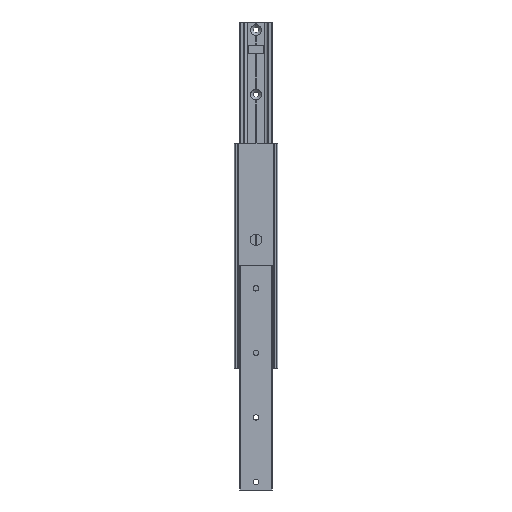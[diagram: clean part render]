
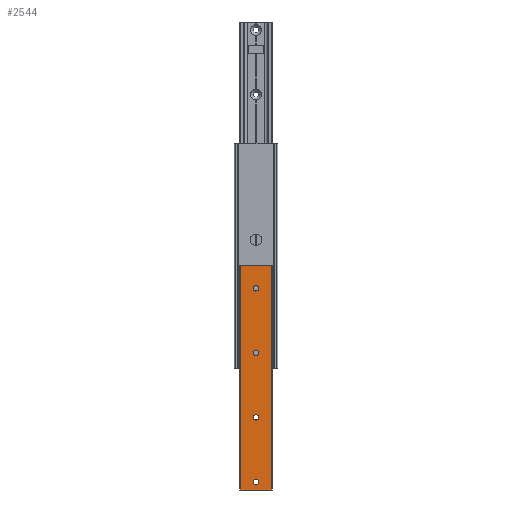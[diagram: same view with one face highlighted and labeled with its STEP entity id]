
A CAD part, left-side view. The second image highlights one B-rep face of the part: STEP entity #2544.
In plain terms, the highlighted face is planar.
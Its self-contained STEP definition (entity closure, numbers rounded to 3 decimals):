
#184 = EDGE_CURVE ( 'NONE', #3235, #3294, #956, .T. ) ;
#185 = EDGE_CURVE ( 'NONE', #3294, #3194, #954, .T. ) ;
#187 = EDGE_CURVE ( 'NONE', #3597, #3539, #961, .T. ) ;
#188 = EDGE_CURVE ( 'NONE', #3218, #3215, #962, .T. ) ;
#190 = EDGE_CURVE ( 'NONE', #3551, #3572, #965, .T. ) ;
#191 = EDGE_CURVE ( 'NONE', #3619, #3564, #966, .T. ) ;
#194 = EDGE_CURVE ( 'NONE', #3235, #3536, #953, .T. ) ;
#227 = EDGE_CURVE ( 'NONE', #3539, #3597, #1020, .T. ) ;
#564 = EDGE_LOOP ( 'NONE', ( #2747, #2834 ) ) ;
#567 = EDGE_LOOP ( 'NONE', ( #2846, #2902 ) ) ;
#568 = EDGE_LOOP ( 'NONE', ( #2836, #2812 ) ) ;
#569 = EDGE_LOOP ( 'NONE', ( #2873, #2802 ) ) ;
#570 = EDGE_LOOP ( 'NONE', ( #2905, #2822, #2893, #2881 ) ) ;
#953 = LINE ( 'NONE', #2724, #967 ) ;
#954 = LINE ( 'NONE', #2680, #958 ) ;
#956 = LINE ( 'NONE', #2648, #957 ) ;
#957 = VECTOR ( 'NONE', #2687, 1000. ) ;
#958 = VECTOR ( 'NONE', #2647, 1000. ) ;
#961 = CIRCLE ( 'NONE', #3817, 4.25 ) ;
#962 = CIRCLE ( 'NONE', #3816, 4.25 ) ;
#965 = CIRCLE ( 'NONE', #3822, 4.25 ) ;
#966 = CIRCLE ( 'NONE', #3821, 4.25 ) ;
#967 = VECTOR ( 'NONE', #2723, 1000. ) ;
#1020 = CIRCLE ( 'NONE', #3838, 4.25 ) ;
#1149 = FACE_OUTER_BOUND ( 'NONE', #570, .T. ) ;
#1150 = FACE_BOUND ( 'NONE', #564, .T. ) ;
#1154 = FACE_BOUND ( 'NONE', #567, .T. ) ;
#1156 = FACE_BOUND ( 'NONE', #568, .T. ) ;
#1158 = FACE_BOUND ( 'NONE', #569, .T. ) ;
#1225 = CIRCLE ( 'NONE', #3928, 4.25 ) ;
#1258 = CIRCLE ( 'NONE', #3963, 4.25 ) ;
#1267 = CIRCLE ( 'NONE', #3967, 4.25 ) ;
#1285 = LINE ( 'NONE', #2259, #1286 ) ;
#1286 = VECTOR ( 'NONE', #2260, 1000. ) ;
#1461 = CARTESIAN_POINT ( 'NONE',  ( 0., 0., 212.5 ) ) ;
#1462 = DIRECTION ( 'NONE',  ( 1., 0., 0. ) ) ;
#1463 = DIRECTION ( 'NONE',  ( 0., 1., 0. ) ) ;
#1758 = CARTESIAN_POINT ( 'NONE',  ( 0., -24.5, 398.894 ) ) ;
#1763 = PLANE ( 'NONE',  #3918 ) ;
#1766 = DIRECTION ( 'NONE',  ( -1., 0., 0. ) ) ;
#1767 = DIRECTION ( 'NONE',  ( 0., 0., 1. ) ) ;
#1913 = CARTESIAN_POINT ( 'NONE',  ( 0., 0., 312.5 ) ) ;
#1914 = DIRECTION ( 'NONE',  ( 1., 0., 0. ) ) ;
#1919 = DIRECTION ( 'NONE',  ( 0., 1., 0. ) ) ;
#1999 = CARTESIAN_POINT ( 'NONE',  ( 0., 24.5, 0. ) ) ;
#2020 = CARTESIAN_POINT ( 'NONE',  ( 0., -4.25, 312.5 ) ) ;
#2023 = CARTESIAN_POINT ( 'NONE',  ( 0., 4.25, 312.5 ) ) ;
#2040 = CARTESIAN_POINT ( 'NONE',  ( 0., -24.5, 348. ) ) ;
#2099 = CARTESIAN_POINT ( 'NONE',  ( 0., -24.5, 0. ) ) ;
#2103 = CARTESIAN_POINT ( 'NONE',  ( 0., 24.5, 348. ) ) ;
#2106 = CARTESIAN_POINT ( 'NONE',  ( 0., -4.25, 212.5 ) ) ;
#2112 = CARTESIAN_POINT ( 'NONE',  ( 0., 4.25, 12.5 ) ) ;
#2117 = CARTESIAN_POINT ( 'NONE',  ( 0., -4.25, 112.5 ) ) ;
#2122 = CARTESIAN_POINT ( 'NONE',  ( 0., -4.25, 12.5 ) ) ;
#2134 = CARTESIAN_POINT ( 'NONE',  ( 0., 4.25, 212.5 ) ) ;
#2144 = CARTESIAN_POINT ( 'NONE',  ( 0., 4.25, 112.5 ) ) ;
#2188 = CARTESIAN_POINT ( 'NONE',  ( 0., 0., 112.5 ) ) ;
#2195 = DIRECTION ( 'NONE',  ( 1., 0., 0. ) ) ;
#2196 = DIRECTION ( 'NONE',  ( 0., 1., 0. ) ) ;
#2222 = CARTESIAN_POINT ( 'NONE',  ( 0., 0., 12.5 ) ) ;
#2230 = DIRECTION ( 'NONE',  ( 1., 0., 0. ) ) ;
#2231 = DIRECTION ( 'NONE',  ( 0., 1., 0. ) ) ;
#2259 = CARTESIAN_POINT ( 'NONE',  ( 0., 24.5, 398.894 ) ) ;
#2260 = DIRECTION ( 'NONE',  ( 0., 0., -1. ) ) ;
#2544 = ADVANCED_FACE ( 'NONE', ( #1150, #1154, #1156, #1158, #1149 ), #1763, .F. ) ;
#2643 = DIRECTION ( 'NONE',  ( 1., 0., 0. ) ) ;
#2644 = CARTESIAN_POINT ( 'NONE',  ( 0., 0., 212.5 ) ) ;
#2647 = DIRECTION ( 'NONE',  ( 0., 1., 0. ) ) ;
#2648 = CARTESIAN_POINT ( 'NONE',  ( 0., -24.5, 398.894 ) ) ;
#2660 = DIRECTION ( 'NONE',  ( 1., 0., 0. ) ) ;
#2661 = DIRECTION ( 'NONE',  ( 0., 1., 0. ) ) ;
#2664 = CARTESIAN_POINT ( 'NONE',  ( 0., 0., 112.5 ) ) ;
#2680 = CARTESIAN_POINT ( 'NONE',  ( 0., -24.5, 0. ) ) ;
#2687 = DIRECTION ( 'NONE',  ( 0., 0., -1. ) ) ;
#2690 = DIRECTION ( 'NONE',  ( 0., 1., 0. ) ) ;
#2691 = DIRECTION ( 'NONE',  ( 1., 0., 0. ) ) ;
#2692 = DIRECTION ( 'NONE',  ( 0., 1., 0. ) ) ;
#2693 = DIRECTION ( 'NONE',  ( 1., 0., 0. ) ) ;
#2698 = CARTESIAN_POINT ( 'NONE',  ( 0., 0., 312.5 ) ) ;
#2699 = DIRECTION ( 'NONE',  ( 0., 1., 0. ) ) ;
#2702 = CARTESIAN_POINT ( 'NONE',  ( 0., 0., 12.5 ) ) ;
#2723 = DIRECTION ( 'NONE',  ( 0., 1., 0. ) ) ;
#2724 = CARTESIAN_POINT ( 'NONE',  ( 0., -24.5, 348. ) ) ;
#2747 = ORIENTED_EDGE ( 'NONE', *, *, #188, .F. ) ;
#2802 = ORIENTED_EDGE ( 'NONE', *, *, #3677, .F. ) ;
#2812 = ORIENTED_EDGE ( 'NONE', *, *, #3666, .F. ) ;
#2822 = ORIENTED_EDGE ( 'NONE', *, *, #184, .T. ) ;
#2834 = ORIENTED_EDGE ( 'NONE', *, *, #3064, .F. ) ;
#2836 = ORIENTED_EDGE ( 'NONE', *, *, #191, .F. ) ;
#2846 = ORIENTED_EDGE ( 'NONE', *, *, #187, .F. ) ;
#2873 = ORIENTED_EDGE ( 'NONE', *, *, #190, .F. ) ;
#2881 = ORIENTED_EDGE ( 'NONE', *, *, #3690, .F. ) ;
#2893 = ORIENTED_EDGE ( 'NONE', *, *, #185, .T. ) ;
#2902 = ORIENTED_EDGE ( 'NONE', *, *, #227, .F. ) ;
#2905 = ORIENTED_EDGE ( 'NONE', *, *, #194, .F. ) ;
#3064 = EDGE_CURVE ( 'NONE', #3215, #3218, #1225, .T. ) ;
#3194 = VERTEX_POINT ( 'NONE', #1999 ) ;
#3215 = VERTEX_POINT ( 'NONE', #2020 ) ;
#3218 = VERTEX_POINT ( 'NONE', #2023 ) ;
#3235 = VERTEX_POINT ( 'NONE', #2040 ) ;
#3294 = VERTEX_POINT ( 'NONE', #2099 ) ;
#3536 = VERTEX_POINT ( 'NONE', #2103 ) ;
#3539 = VERTEX_POINT ( 'NONE', #2106 ) ;
#3551 = VERTEX_POINT ( 'NONE', #2112 ) ;
#3564 = VERTEX_POINT ( 'NONE', #2117 ) ;
#3572 = VERTEX_POINT ( 'NONE', #2122 ) ;
#3597 = VERTEX_POINT ( 'NONE', #2134 ) ;
#3619 = VERTEX_POINT ( 'NONE', #2144 ) ;
#3666 = EDGE_CURVE ( 'NONE', #3564, #3619, #1258, .T. ) ;
#3677 = EDGE_CURVE ( 'NONE', #3572, #3551, #1267, .T. ) ;
#3690 = EDGE_CURVE ( 'NONE', #3536, #3194, #1285, .T. ) ;
#3816 = AXIS2_PLACEMENT_3D ( 'NONE', #2698, #2660, #2661 ) ;
#3817 = AXIS2_PLACEMENT_3D ( 'NONE', #2644, #2643, #2699 ) ;
#3821 = AXIS2_PLACEMENT_3D ( 'NONE', #2664, #2693, #2692 ) ;
#3822 = AXIS2_PLACEMENT_3D ( 'NONE', #2702, #2691, #2690 ) ;
#3838 = AXIS2_PLACEMENT_3D ( 'NONE', #1461, #1462, #1463 ) ;
#3918 = AXIS2_PLACEMENT_3D ( 'NONE', #1758, #1766, #1767 ) ;
#3928 = AXIS2_PLACEMENT_3D ( 'NONE', #1913, #1914, #1919 ) ;
#3963 = AXIS2_PLACEMENT_3D ( 'NONE', #2188, #2195, #2196 ) ;
#3967 = AXIS2_PLACEMENT_3D ( 'NONE', #2222, #2230, #2231 ) ;
